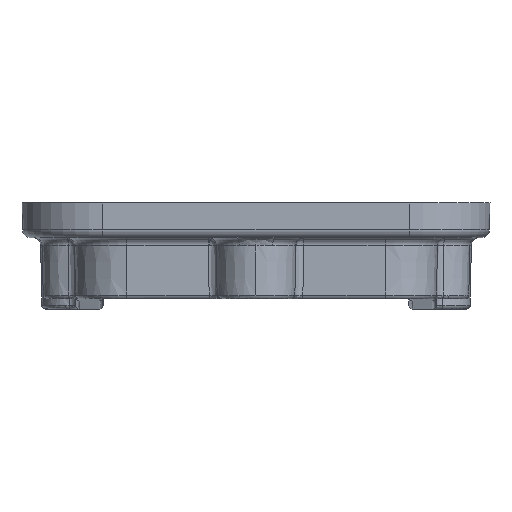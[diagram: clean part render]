
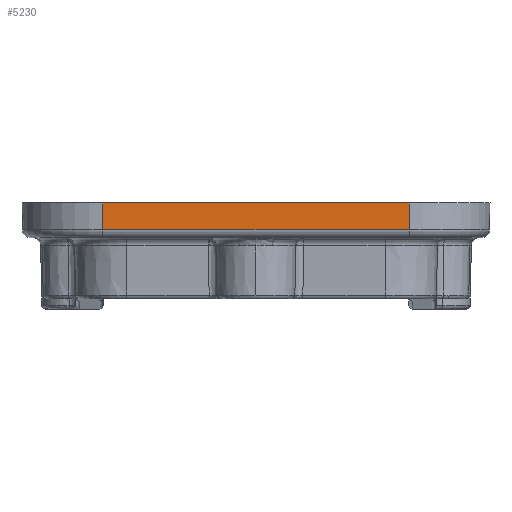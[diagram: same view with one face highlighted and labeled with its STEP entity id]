
A CAD part, front view. The second image highlights one B-rep face of the part: STEP entity #5230.
In plain terms, the highlighted planar face has unit normal (0, -1, -0.018).
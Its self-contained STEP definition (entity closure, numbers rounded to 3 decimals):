
#5210=AXIS2_PLACEMENT_3D('Plane Axis2P3D',#5207,#5208,#5209) ;
#3174=CARTESIAN_POINT('Vertex',(10.,0.,13.143)) ;
#3177=CARTESIAN_POINT('Line Origine',(29.,0.,13.143)) ;
#3181=CARTESIAN_POINT('Vertex',(48.,0.,13.143)) ;
#5192=CARTESIAN_POINT('Vertex',(10.,0.058,9.826)) ;
#5195=CARTESIAN_POINT('Line Origine',(10.,-43626.016,2499345.931)) ;
#5207=CARTESIAN_POINT('Axis2P3D Location',(29.,0.,13.143)) ;
#5212=CARTESIAN_POINT('Line Origine',(29.,0.058,9.826)) ;
#5216=CARTESIAN_POINT('Vertex',(48.,0.058,9.826)) ;
#5219=CARTESIAN_POINT('Line Origine',(48.,0.029,11.484)) ;
#3178=DIRECTION('Vector Direction',(-1.,0.,0.)) ;
#5196=DIRECTION('Vector Direction',(0.,-0.017,1.)) ;
#5208=DIRECTION('Axis2P3D Direction',(0.,1.,0.017)) ;
#5209=DIRECTION('Axis2P3D XDirection',(-1.,0.,0.)) ;
#5213=DIRECTION('Vector Direction',(-1.,0.,0.)) ;
#5220=DIRECTION('Vector Direction',(0.,-0.017,1.)) ;
#3179=VECTOR('Line Direction',#3178,1.) ;
#5197=VECTOR('Line Direction',#5196,1.) ;
#5214=VECTOR('Line Direction',#5213,1.) ;
#5221=VECTOR('Line Direction',#5220,1.) ;
#5225=ORIENTED_EDGE('',*,*,#5218,.F.) ;
#5226=ORIENTED_EDGE('',*,*,#5223,.F.) ;
#5227=ORIENTED_EDGE('',*,*,#3183,.F.) ;
#5228=ORIENTED_EDGE('',*,*,#5199,.T.) ;
#5230=ADVANCED_FACE('Hauptk\X2\00F6\X0\rper',(#5229),#5211,.F.) ;
#3183=EDGE_CURVE('',#3175,#3182,#3180,.F.) ;
#5199=EDGE_CURVE('',#3175,#5193,#5198,.F.) ;
#5218=EDGE_CURVE('',#5217,#5193,#5215,.T.) ;
#5223=EDGE_CURVE('',#3182,#5217,#5222,.F.) ;
#5224=EDGE_LOOP('',(#5225,#5226,#5227,#5228)) ;
#5229=FACE_OUTER_BOUND('',#5224,.T.) ;
#3180=LINE('Line',#3177,#3179) ;
#5198=LINE('Line',#5195,#5197) ;
#5215=LINE('Line',#5212,#5214) ;
#5222=LINE('Line',#5219,#5221) ;
#5211=PLANE('',#5210) ;
#3175=VERTEX_POINT('',#3174) ;
#3182=VERTEX_POINT('',#3181) ;
#5193=VERTEX_POINT('',#5192) ;
#5217=VERTEX_POINT('',#5216) ;
